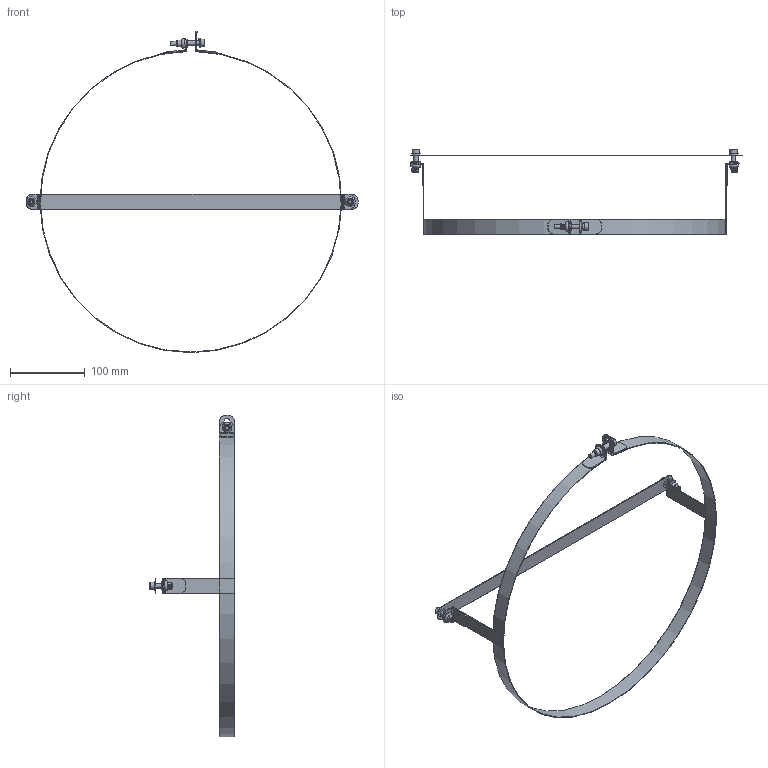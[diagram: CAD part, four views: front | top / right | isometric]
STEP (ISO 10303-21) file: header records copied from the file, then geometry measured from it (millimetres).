
FILE_DESCRIPTION(/* description */ ('Renslock Lås SMST'),/* implementation_level */ '2;1');
FILE_NAME(/* name */ 'CM3-0009.stp',/* time_stamp */ '2017-01-24T23:17:18-08:00',/* author */ ('CAD'),/* organization */ (''),/* preprocessor_version */ 'ST-DEVELOPER v16.5',/* originating_system */ 'Autodesk Inventor 2017',/* authorisation */ '');
FILE_SCHEMA (('AUTOMOTIVE_DESIGN { 1 0 10303 214 3 1 1 }'));
Length unit declared in the file: millimetre
Products named in the file (11): HSLLH-6; HSLLH-AA-6; HSLH-AA-06; HSLH-AD; HSLH-AC; HSLH-AF; Blindnitmutter-M6; ISO 4762 - M6 x 40; ISO 4762 - M6 x 20; ISO 7089 - 6 - 140 HV; HSLH-AE-6
Assembly tree (18 placements, depth 3):
  HSLLH-6
    HSLLH-AA-6
      HSLH-AA-06
      HSLH-AD  x2
      HSLH-AC  x3
      Blindnitmutter-M6  x3
      HSLH-AF
    ISO 4762 - M6 x 40
    ISO 7089 - 6 - 140 HV  x3
    ISO 4762 - M6 x 20  x2
    HSLH-AE-6
Bounding box: 444 x 113.4 x 429.72 mm (x, y, z)
Volume: 40829.7 mm3; surface area: 92280.9 mm2
Topology: 17 solids, 17 shells, 276 faces, 616 edges, 380 vertices
Faces by surface type: plane 114, cylinder 105, cone 48, torus 9
Full cylindrical faces by diameter (mm): 4.917 x18, 6 x21, 6.2 x2, 6.4 x3, 7.2 x3, 9 x6, 9.2 x3, 10 x3, 11 x3, 12 x3
Entity records: 3835 total; most frequent: DIRECTION 672, CARTESIAN_POINT 614, ORIENTED_EDGE 492, AXIS2_PLACEMENT_3D 272, EDGE_CURVE 246, EDGE_LOOP 200, VERTEX_POINT 178, FACE_OUTER_BOUND 137
